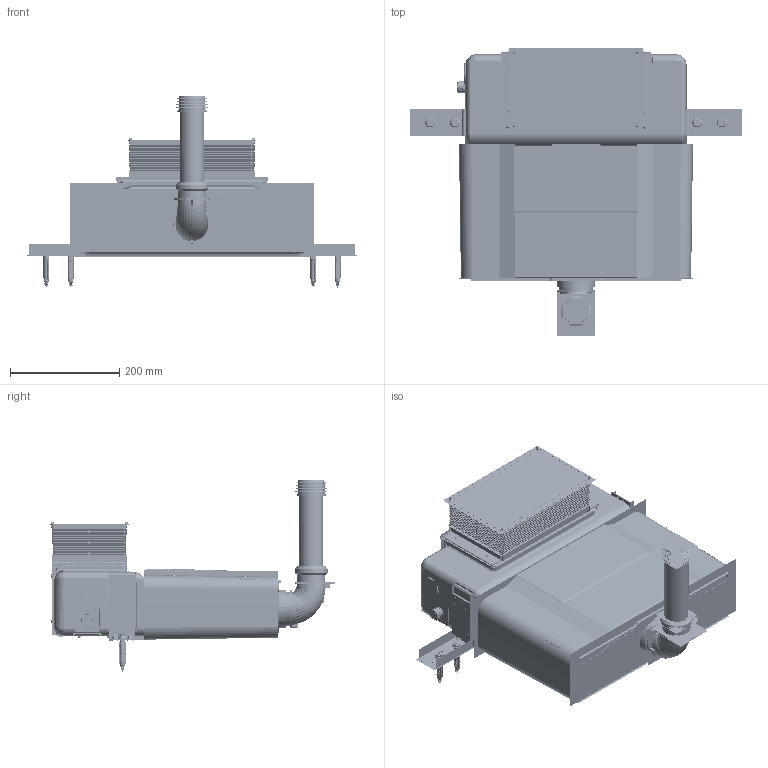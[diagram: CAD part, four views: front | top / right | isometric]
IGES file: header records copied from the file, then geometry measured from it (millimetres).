
Start section:  PTC IGES file: k210-d03.igs
Global section: file name: k210-d03.igs; native system: Creo Parametric by PTC Inc.; preprocessor: 2014350; author: wdi017967; organization: Unknown; date: 20191213.100942; units: inch
Bounding box: 606.54 x 525.56 x 350.08 mm (x, y, z)
Surface area: 5148837.4 mm2 (no closed solid volume)
Topology: 0 solids, 0 shells, 22258 faces, 337300 edges, 453483 vertices
Faces by surface type: bspline 13096, revolution 8996, extrusion 166
